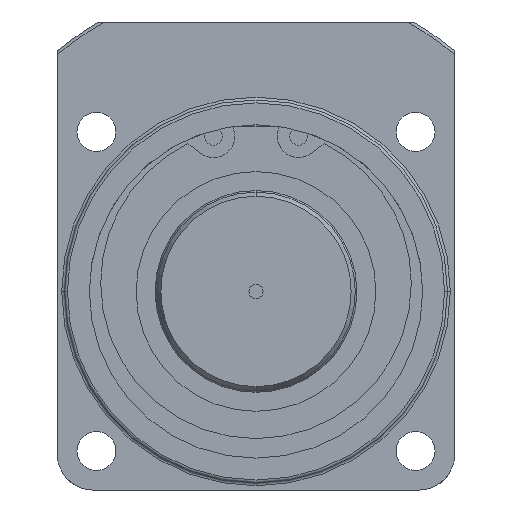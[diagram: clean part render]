
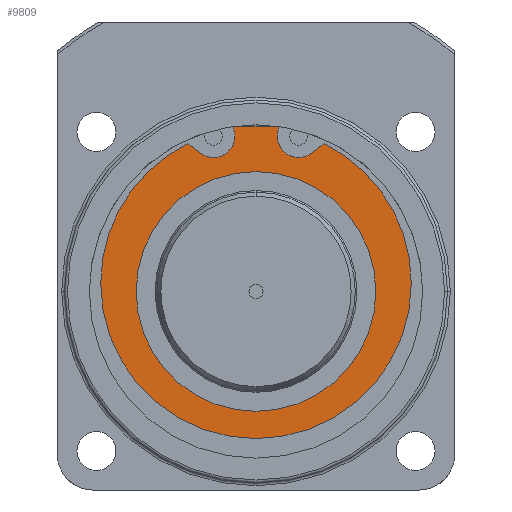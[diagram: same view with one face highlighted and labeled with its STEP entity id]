
A CAD part, front view. The second image highlights one B-rep face of the part: STEP entity #9809.
In plain terms, the highlighted planar face has unit normal (0, -1, 0).
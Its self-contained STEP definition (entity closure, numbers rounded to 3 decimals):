
#284 = EDGE_LOOP ( 'NONE', ( #7722, #7723, #7726, #7721, #7719, #7720, #7717, #7718, #7715, #7716, #7714 ) ) ;
#286 = EDGE_LOOP ( 'NONE', ( #7725, #7724 ) ) ;
#1049 = VERTEX_POINT ( 'NONE', #2526 ) ;
#1050 = VERTEX_POINT ( 'NONE', #2527 ) ;
#1051 = VERTEX_POINT ( 'NONE', #2528 ) ;
#1052 = VERTEX_POINT ( 'NONE', #2529 ) ;
#1056 = VERTEX_POINT ( 'NONE', #2533 ) ;
#1057 = VERTEX_POINT ( 'NONE', #2534 ) ;
#1114 = CARTESIAN_POINT ( 'NONE',  ( 6., -89.6, 21.884 ) ) ;
#1115 = LINE ( 'NONE', #1116, #3691 ) ;
#1116 = CARTESIAN_POINT ( 'NONE',  ( 3.081, -89.6, 22.578 ) ) ;
#1117 = DIRECTION ( 'NONE',  ( 0.231, 0., 0.973 ) ) ;
#1118 = DIRECTION ( 'NONE',  ( 0., -1., 0. ) ) ;
#1119 = DIRECTION ( 'NONE',  ( 1., 0., 0. ) ) ;
#1120 = CARTESIAN_POINT ( 'NONE',  ( 0., -89.6, 1.15 ) ) ;
#1121 = LINE ( 'NONE', #1122, #3693 ) ;
#1122 = CARTESIAN_POINT ( 'NONE',  ( 7.79, -89.6, 19.477 ) ) ;
#1123 = DIRECTION ( 'NONE',  ( -0.803, 0., -0.597 ) ) ;
#1124 = DIRECTION ( 'NONE',  ( 0., -1., 0. ) ) ;
#1125 = DIRECTION ( 'NONE',  ( 1., 0., 0. ) ) ;
#1126 = CARTESIAN_POINT ( 'NONE',  ( -6., -89.6, 21.884 ) ) ;
#1127 = LINE ( 'NONE', #1128, #3695 ) ;
#1128 = CARTESIAN_POINT ( 'NONE',  ( -7.79, -89.6, 19.477 ) ) ;
#1129 = DIRECTION ( 'NONE',  ( -0.803, 0., 0.597 ) ) ;
#1130 = DIRECTION ( 'NONE',  ( 0., -1., 0. ) ) ;
#1131 = DIRECTION ( 'NONE',  ( 1., 0., 0. ) ) ;
#1132 = CARTESIAN_POINT ( 'NONE',  ( 0., -89.6, 0. ) ) ;
#1133 = LINE ( 'NONE', #1134, #3697 ) ;
#1134 = CARTESIAN_POINT ( 'NONE',  ( 0.908, -89.6, 5.804 ) ) ;
#1135 = DIRECTION ( 'NONE',  ( 0.231, 0., -0.973 ) ) ;
#1136 = DIRECTION ( 'NONE',  ( 0., -1., 0. ) ) ;
#1137 = DIRECTION ( 'NONE',  ( 1., 0., 0. ) ) ;
#1156 = CARTESIAN_POINT ( 'NONE',  ( 0., -89.6, 0. ) ) ;
#1160 = DIRECTION ( 'NONE',  ( 0., -1., 0. ) ) ;
#1161 = DIRECTION ( 'NONE',  ( 1., 0., 0. ) ) ;
#1456 = CARTESIAN_POINT ( 'NONE',  ( 0., -89.6, 0. ) ) ;
#1457 = DIRECTION ( 'NONE',  ( 0., -1., 0. ) ) ;
#1458 = DIRECTION ( 'NONE',  ( 1., 0., 0. ) ) ;
#1504 = CARTESIAN_POINT ( 'NONE',  ( -6., -89.6, 21.884 ) ) ;
#1511 = DIRECTION ( 'NONE',  ( 0., -1., 0. ) ) ;
#1512 = DIRECTION ( 'NONE',  ( 1., 0., 0. ) ) ;
#1516 = CARTESIAN_POINT ( 'NONE',  ( 0., -89.6, 1.15 ) ) ;
#1520 = DIRECTION ( 'NONE',  ( 0., -1., 0. ) ) ;
#1521 = DIRECTION ( 'NONE',  ( 1., 0., 0. ) ) ;
#1528 = CARTESIAN_POINT ( 'NONE',  ( 0., -89.6, 1.15 ) ) ;
#1532 = DIRECTION ( 'NONE',  ( 0., -1., 0. ) ) ;
#1533 = DIRECTION ( 'NONE',  ( 1., 0., 0. ) ) ;
#2526 = CARTESIAN_POINT ( 'NONE',  ( 3.081, -89.6, 22.578 ) ) ;
#2527 = CARTESIAN_POINT ( 'NONE',  ( 7.79, -89.6, 19.477 ) ) ;
#2528 = CARTESIAN_POINT ( 'NONE',  ( 9.609, -89.6, 20.829 ) ) ;
#2529 = CARTESIAN_POINT ( 'NONE',  ( -7.79, -89.6, 19.477 ) ) ;
#2533 = CARTESIAN_POINT ( 'NONE',  ( 3.247, -89.6, 23.275 ) ) ;
#2534 = CARTESIAN_POINT ( 'NONE',  ( -3.247, -89.6, 23.275 ) ) ;
#3557 = FACE_BOUND ( 'NONE', #286, .T. ) ;
#3560 = FACE_OUTER_BOUND ( 'NONE', #284, .T. ) ;
#3563 = AXIS2_PLACEMENT_3D ( 'NONE', #5115, #5116, #5117 ) ;
#3683 = AXIS2_PLACEMENT_3D ( 'NONE', #1126, #1130, #1131 ) ;
#3688 = AXIS2_PLACEMENT_3D ( 'NONE', #1120, #1124, #1125 ) ;
#3689 = AXIS2_PLACEMENT_3D ( 'NONE', #1132, #1136, #1137 ) ;
#3690 = AXIS2_PLACEMENT_3D ( 'NONE', #1114, #1118, #1119 ) ;
#3691 = VECTOR ( 'NONE', #1117, 1000. ) ;
#3692 = AXIS2_PLACEMENT_3D ( 'NONE', #1156, #1160, #1161 ) ;
#3693 = VECTOR ( 'NONE', #1123, 1000. ) ;
#3695 = VECTOR ( 'NONE', #1129, 1000. ) ;
#3697 = VECTOR ( 'NONE', #1135, 1000. ) ;
#4163 = AXIS2_PLACEMENT_3D ( 'NONE', #1456, #1457, #1458 ) ;
#4183 = AXIS2_PLACEMENT_3D ( 'NONE', #1516, #1520, #1521 ) ;
#4186 = AXIS2_PLACEMENT_3D ( 'NONE', #1504, #1511, #1512 ) ;
#4193 = AXIS2_PLACEMENT_3D ( 'NONE', #1528, #1532, #1533 ) ;
#5114 = PLANE ( 'NONE',  #3563 ) ;
#5115 = CARTESIAN_POINT ( 'NONE',  ( -23.5, -89.6, 0. ) ) ;
#5116 = DIRECTION ( 'NONE',  ( 0., -1., 0. ) ) ;
#5117 = DIRECTION ( 'NONE',  ( 1., 0., 0. ) ) ;
#6787 = CIRCLE ( 'NONE', #3690, 3. ) ;
#6788 = CIRCLE ( 'NONE', #3688, 21.9 ) ;
#6789 = CIRCLE ( 'NONE', #3683, 3. ) ;
#6790 = CIRCLE ( 'NONE', #3689, 16.9 ) ;
#6796 = CIRCLE ( 'NONE', #3692, 23.5 ) ;
#6831 = CIRCLE ( 'NONE', #4163, 16.9 ) ;
#6840 = CIRCLE ( 'NONE', #4186, 3. ) ;
#6842 = CIRCLE ( 'NONE', #4183, 21.9 ) ;
#6844 = CIRCLE ( 'NONE', #4193, 21.9 ) ;
#7714 = ORIENTED_EDGE ( 'NONE', *, *, #9919, .T. ) ;
#7715 = ORIENTED_EDGE ( 'NONE', *, *, #9921, .T. ) ;
#7716 = ORIENTED_EDGE ( 'NONE', *, *, #9920, .F. ) ;
#7717 = ORIENTED_EDGE ( 'NONE', *, *, #10041, .T. ) ;
#7718 = ORIENTED_EDGE ( 'NONE', *, *, #9922, .T. ) ;
#7719 = ORIENTED_EDGE ( 'NONE', *, *, #9923, .T. ) ;
#7720 = ORIENTED_EDGE ( 'NONE', *, *, #10045, .T. ) ;
#7721 = ORIENTED_EDGE ( 'NONE', *, *, #9924, .F. ) ;
#7722 = ORIENTED_EDGE ( 'NONE', *, *, #9934, .T. ) ;
#7723 = ORIENTED_EDGE ( 'NONE', *, *, #9925, .T. ) ;
#7724 = ORIENTED_EDGE ( 'NONE', *, *, #9926, .F. ) ;
#7725 = ORIENTED_EDGE ( 'NONE', *, *, #10020, .F. ) ;
#7726 = ORIENTED_EDGE ( 'NONE', *, *, #10038, .F. ) ;
#7989 = VERTEX_POINT ( 'NONE', #10909 ) ;
#8009 = VERTEX_POINT ( 'NONE', #10929 ) ;
#8021 = VERTEX_POINT ( 'NONE', #10941 ) ;
#8055 = VERTEX_POINT ( 'NONE', #10975 ) ;
#8146 = VERTEX_POINT ( 'NONE', #11066 ) ;
#8149 = VERTEX_POINT ( 'NONE', #11069 ) ;
#8151 = VERTEX_POINT ( 'NONE', #11071 ) ;
#9809 = ADVANCED_FACE ( 'NONE', ( #3557, #3560 ), #5114, .T. ) ;
#9919 = EDGE_CURVE ( 'NONE', #1049, #1056, #1115, .T. ) ;
#9920 = EDGE_CURVE ( 'NONE', #1049, #1050, #6787, .T. ) ;
#9921 = EDGE_CURVE ( 'NONE', #1051, #1050, #1121, .T. ) ;
#9922 = EDGE_CURVE ( 'NONE', #8055, #1051, #6788, .T. ) ;
#9923 = EDGE_CURVE ( 'NONE', #1052, #8021, #1127, .T. ) ;
#9924 = EDGE_CURVE ( 'NONE', #1052, #8009, #6789, .T. ) ;
#9925 = EDGE_CURVE ( 'NONE', #1057, #7989, #1133, .T. ) ;
#9926 = EDGE_CURVE ( 'NONE', #8149, #8151, #6790, .T. ) ;
#9934 = EDGE_CURVE ( 'NONE', #1056, #1057, #6796, .T. ) ;
#10020 = EDGE_CURVE ( 'NONE', #8151, #8149, #6831, .T. ) ;
#10038 = EDGE_CURVE ( 'NONE', #8009, #7989, #6840, .T. ) ;
#10041 = EDGE_CURVE ( 'NONE', #8146, #8055, #6842, .T. ) ;
#10045 = EDGE_CURVE ( 'NONE', #8021, #8146, #6844, .T. ) ;
#10909 = CARTESIAN_POINT ( 'NONE',  ( -3.081, -89.6, 22.578 ) ) ;
#10929 = CARTESIAN_POINT ( 'NONE',  ( -3., -89.6, 21.884 ) ) ;
#10941 = CARTESIAN_POINT ( 'NONE',  ( -9.609, -89.6, 20.829 ) ) ;
#10975 = CARTESIAN_POINT ( 'NONE',  ( 21.9, -89.6, 1.15 ) ) ;
#11066 = CARTESIAN_POINT ( 'NONE',  ( -21.9, -89.6, 1.15 ) ) ;
#11069 = CARTESIAN_POINT ( 'NONE',  ( -16.9, -89.6, 0. ) ) ;
#11071 = CARTESIAN_POINT ( 'NONE',  ( 16.9, -89.6, 0. ) ) ;
